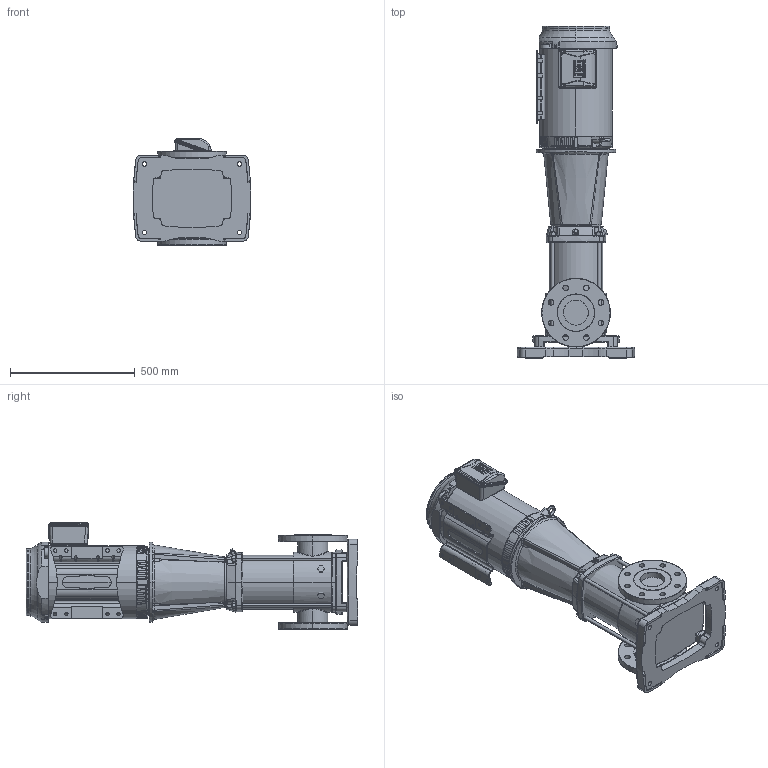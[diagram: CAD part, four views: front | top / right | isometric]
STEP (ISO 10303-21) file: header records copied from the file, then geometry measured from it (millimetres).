
FILE_DESCRIPTION (( 'STEP AP203' ), '1' );
FILE_NAME ('3350154 - MVI-600-1_1-20 HP-254TC-304-E-575~3.step', '2022-03-31T15:54:43', ( '' ), ( '' ), 'SwSTEP 2.0', 'SolidWorks 2021', '' );
FILE_SCHEMA (( 'CONFIG_CONTROL_DESIGN' ));
Length unit declared in the file: inch
Products named in the file (5): MVI PEO - [304-EPDM]_3304154 - MVI-600-1_1-20 HP-254TC-304-E-S; 3350154 - MVI-600-1_1-20 HP-254TC-304-E-575~3; SBI(N)120-1-1; TEFC MOTOR_2700103 - NEMA V2 20 HP 254_6TC 575~3 TEFC W; 2700103 - NEMA V2 20 HP 254_6TC 575~3 TEFC
Assembly tree (4 placements, depth 3):
  3350154 - MVI-600-1_1-20 HP-254TC-304-E-575~3
    MVI PEO - [304-EPDM]_3304154 - MVI-600-1_1-20 HP-254TC-304-E-S
      SBI(N)120-1-1
    TEFC MOTOR_2700103 - NEMA V2 20 HP 254_6TC 575~3 TEFC W
      2700103 - NEMA V2 20 HP 254_6TC 575~3 TEFC
Bounding box: 471.31 x 1330 x 429.99 mm (x, y, z)
Volume: 77664786.3 mm3; surface area: 3205630.9 mm2
Topology: 27 solids, 54 shells, 6078 faces, 16001 edges, 10487 vertices
Faces by surface type: plane 2995, cylinder 2323, bspline 395, cone 245, torus 117, sphere 3
Entity records: 235691 total; most frequent: CARTESIAN_POINT 85848, ORIENTED_EDGE 31912, DIRECTION 30364, EDGE_CURVE 15956, AXIS2_PLACEMENT_3D 10694, VERTEX_POINT 10487, LINE 8976, VECTOR 8976
